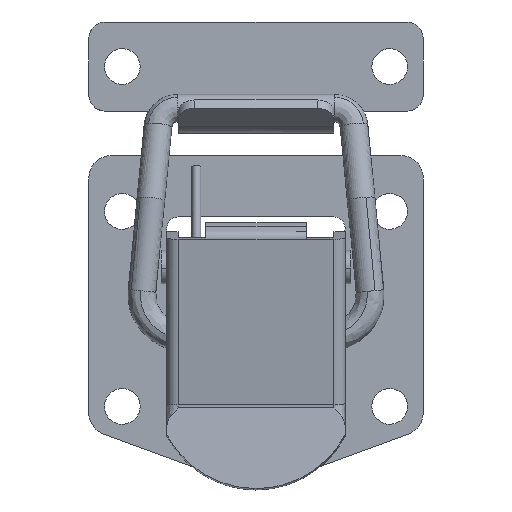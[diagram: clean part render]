
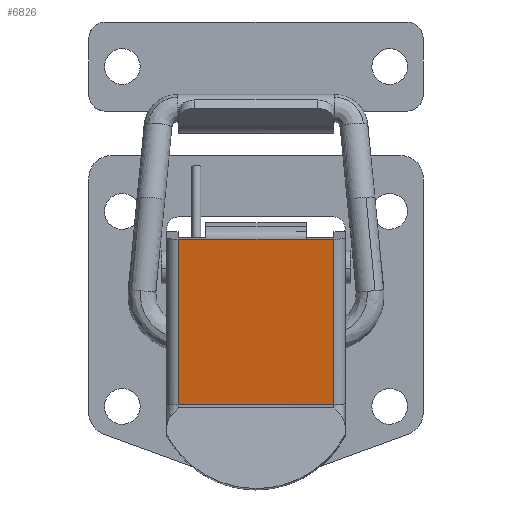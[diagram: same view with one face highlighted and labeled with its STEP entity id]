
A CAD part, front view. The second image highlights one B-rep face of the part: STEP entity #6826.
In plain terms, the highlighted free-form (B-spline) face has degree [1, 1] with [2, 2] control points.
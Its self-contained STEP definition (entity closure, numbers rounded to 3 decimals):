
#5995=CARTESIAN_POINT('',(-7.001,-4.5,-11.241));
#5996=VERTEX_POINT('',#5995);
#6017=CARTESIAN_POINT('',(-7.001,4.5,-11.241));
#6018=VERTEX_POINT('',#6017);
#6032=CARTESIAN_POINT('',(-7.001,-4.5,-11.241));
#6033=CARTESIAN_POINT('',(-7.001,4.5,-11.241));
#6034=QUASI_UNIFORM_CURVE('',1,(#6032,#6033),.UNSPECIFIED.,.F.,.U.);
#6035=EDGE_CURVE('',#5996,#6018,#6034,.T.);
#6291=CARTESIAN_POINT('',(-7.0,4.5,-11.25));
#6292=VERTEX_POINT('',#6291);
#6293=CARTESIAN_POINT('',(-7.001,4.5,-11.241));
#6294=CARTESIAN_POINT('',(-7.0,4.5,-11.25));
#6295=QUASI_UNIFORM_CURVE('',1,(#6293,#6294),.UNSPECIFIED.,.F.,.U.);
#6296=EDGE_CURVE('',#6018,#6292,#6295,.T.);
#6321=CARTESIAN_POINT('',(-7.0,-4.5,-11.25));
#6322=VERTEX_POINT('',#6321);
#6323=CARTESIAN_POINT('',(-7.001,-4.5,-11.241));
#6324=CARTESIAN_POINT('',(-7.0,-4.5,-11.25));
#6325=QUASI_UNIFORM_CURVE('',1,(#6323,#6324),.UNSPECIFIED.,.F.,.U.);
#6326=EDGE_CURVE('',#5996,#6322,#6325,.T.);
#6361=CARTESIAN_POINT('',(-5.018,-7.0,-26.117));
#6362=VERTEX_POINT('',#6361);
#6443=CARTESIAN_POINT('',(-7.0,-7.0,-11.25));
#6444=VERTEX_POINT('',#6443);
#6460=CARTESIAN_POINT('',(-5.018,-7.0,-26.117));
#6461=CARTESIAN_POINT('',(-7.0,-7.0,-11.25));
#6462=QUASI_UNIFORM_CURVE('',1,(#6460,#6461),.UNSPECIFIED.,.F.,.U.);
#6463=EDGE_CURVE('',#6362,#6444,#6462,.T.);
#6515=CARTESIAN_POINT('',(-5.018,7.,-26.117));
#6516=VERTEX_POINT('',#6515);
#6577=CARTESIAN_POINT('',(-7.0,7.,-11.25));
#6578=VERTEX_POINT('',#6577);
#6598=CARTESIAN_POINT('',(-7.0,7.,-11.25));
#6599=CARTESIAN_POINT('',(-5.018,7.,-26.117));
#6600=QUASI_UNIFORM_CURVE('',1,(#6598,#6599),.UNSPECIFIED.,.F.,.U.);
#6601=EDGE_CURVE('',#6578,#6516,#6600,.T.);
#6774=CARTESIAN_POINT('',(-5.018,7.,-26.117));
#6775=CARTESIAN_POINT('',(-5.018,-7.0,-26.117));
#6776=QUASI_UNIFORM_CURVE('',1,(#6774,#6775),.UNSPECIFIED.,.F.,.U.);
#6777=EDGE_CURVE('',#6516,#6362,#6776,.T.);
#6803=CARTESIAN_POINT('',(-7.1,-7.699,-10.498));
#6804=CARTESIAN_POINT('',(-4.919,-7.699,-26.86));
#6805=CARTESIAN_POINT('',(-7.1,7.699,-10.498));
#6806=CARTESIAN_POINT('',(-4.919,7.699,-26.86));
#6807=B_SPLINE_SURFACE_WITH_KNOTS('',1,1,((#6803,#6805),(#6804,#6806)),.UNSPECIFIED.,.F.,.F.,.U.,(2,2),(2,2),(0.0,16.506),(0.0,15.399),.UNSPECIFIED.);
#6808=ORIENTED_EDGE('',*,*,#6326,.F.);
#6809=ORIENTED_EDGE('',*,*,#6035,.T.);
#6810=ORIENTED_EDGE('',*,*,#6296,.T.);
#6811=CARTESIAN_POINT('',(-7.0,4.5,-11.25));
#6812=CARTESIAN_POINT('',(-7.0,7.,-11.25));
#6813=QUASI_UNIFORM_CURVE('',1,(#6811,#6812),.UNSPECIFIED.,.F.,.U.);
#6814=EDGE_CURVE('',#6292,#6578,#6813,.T.);
#6815=ORIENTED_EDGE('',*,*,#6814,.T.);
#6816=ORIENTED_EDGE('',*,*,#6601,.T.);
#6817=ORIENTED_EDGE('',*,*,#6777,.T.);
#6818=ORIENTED_EDGE('',*,*,#6463,.T.);
#6819=CARTESIAN_POINT('',(-7.0,-7.0,-11.25));
#6820=CARTESIAN_POINT('',(-7.0,-4.5,-11.25));
#6821=QUASI_UNIFORM_CURVE('',1,(#6819,#6820),.UNSPECIFIED.,.F.,.U.);
#6822=EDGE_CURVE('',#6444,#6322,#6821,.T.);
#6823=ORIENTED_EDGE('',*,*,#6822,.T.);
#6824=EDGE_LOOP('',(#6808,#6809,#6810,#6815,#6816,#6817,#6818,#6823));
#6825=FACE_OUTER_BOUND('',#6824,.T.);
#6826=ADVANCED_FACE('',(#6825),#6807,.F.);
